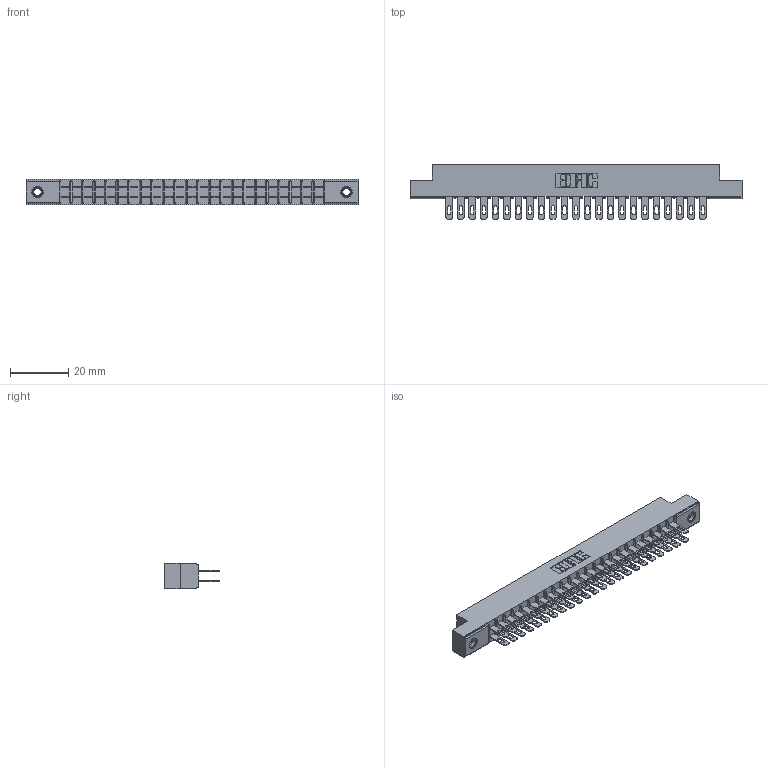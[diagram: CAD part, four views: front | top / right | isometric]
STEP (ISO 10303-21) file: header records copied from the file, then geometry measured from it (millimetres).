
FILE_DESCRIPTION (( 'STEP AP203' ), '1' );
FILE_NAME ('305-046-500-207.STEP', '2019-09-09T20:20:14', ( '' ), ( '' ), 'SwSTEP 2.0', 'SolidWorks 2016', '' );
FILE_SCHEMA (( 'CONFIG_CONTROL_DESIGN' ));
Length unit declared in the file: inch
Products named in the file (4): 305 Part_.156 Dia; 305-290-001_500; 305-046-500-207; 345-250-001_345-250-005-103
Assembly tree (49 placements, depth 2):
  305-046-500-207
    305 Part_.156 Dia
    305-290-001_500  x46
    345-250-001_345-250-005-103  x2
Bounding box: 114.15 x 18.85 x 8.71 mm (x, y, z)
Volume: 7282 mm3; surface area: 14671.5 mm2
Topology: 49 solids, 49 shells, 2476 faces, 7053 edges, 4570 vertices
Faces by surface type: plane 1388, cylinder 980, sphere 92, cone 12, torus 4
Entity records: 28423 total; most frequent: CARTESIAN_POINT 4686, ORIENTED_EDGE 4642, DIRECTION 4561, EDGE_CURVE 2321, LINE 1851, VECTOR 1851, VERTEX_POINT 1480, AXIS2_PLACEMENT_3D 1355
